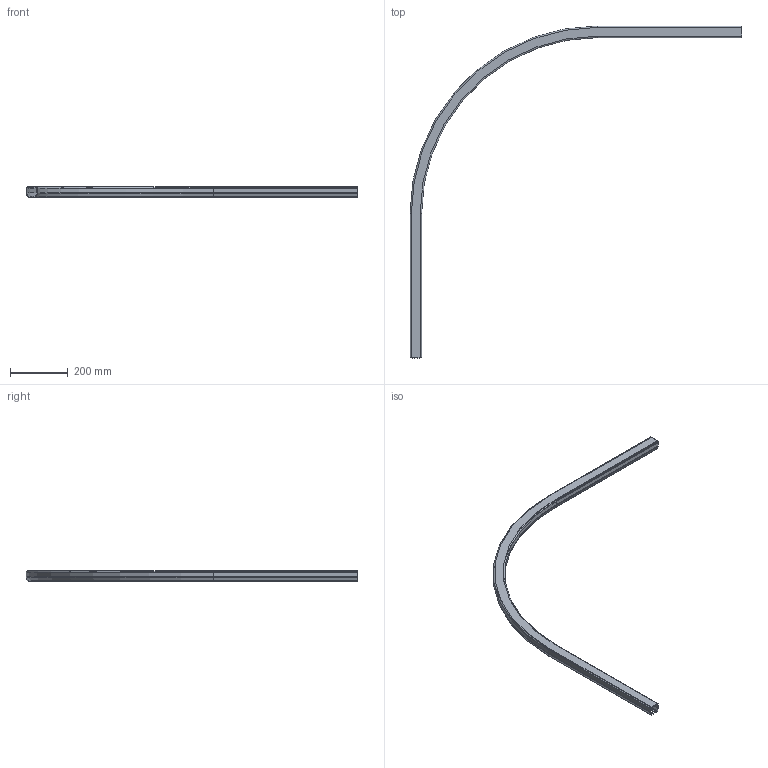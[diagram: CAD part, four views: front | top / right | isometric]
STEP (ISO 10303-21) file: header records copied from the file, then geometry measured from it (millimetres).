
FILE_DESCRIPTION(('STEP AP214'),'1');
FILE_NAME('PMH Kurva 3 90º R=630.stp','2013-06-20T06:20:31',(' '),(' '),'Spatial InterOp 3D',' ',' ');
FILE_SCHEMA(('automotive_design'));
Length unit declared in the file: metre
Products named in the file (2): PMH Kurva 3 90_ R=630; NAUO1
Assembly tree (1 placements, depth 2):
  PMH Kurva 3 90_ R=630
    NAUO1
Bounding box: 1150 x 1150 x 35 mm (x, y, z)
Volume: 637690.1 mm3; surface area: 475358.5 mm2
Topology: 1 solids, 1 shells, 74 faces, 184 edges, 112 vertices
Faces by surface type: cylinder 30, plane 28, torus 12, cone 4
Entity records: 2823 total; most frequent: DIRECTION 412, CARTESIAN_POINT 372, ORIENTED_EDGE 368, EDGE_CURVE 184, AXIS2_PLACEMENT_3D 152, VERTEX_POINT 112, LINE 108, VECTOR 108
